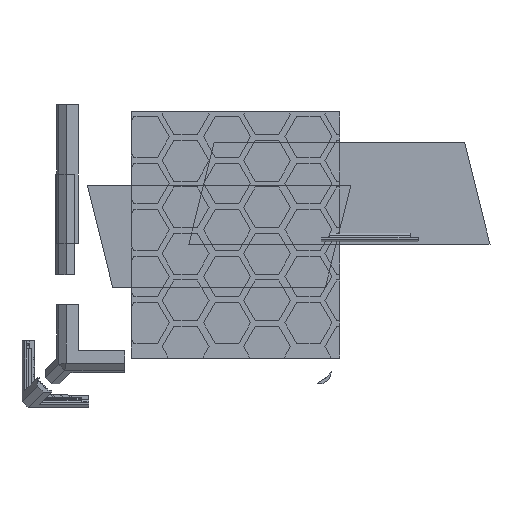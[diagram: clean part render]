
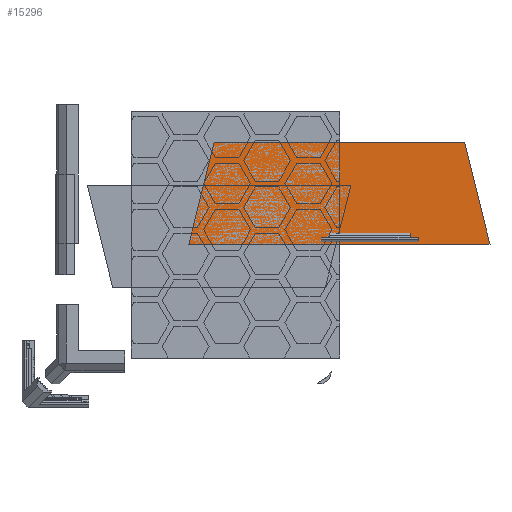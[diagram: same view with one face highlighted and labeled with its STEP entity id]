
A CAD part, top view. The second image highlights one B-rep face of the part: STEP entity #15296.
In plain terms, the highlighted planar face has unit normal (0, 0, 1).
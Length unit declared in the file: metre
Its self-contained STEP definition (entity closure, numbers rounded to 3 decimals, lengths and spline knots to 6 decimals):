
#195=ORIENTED_EDGE('',*,*,#4653,.F.);
#196=ORIENTED_EDGE('',*,*,#4662,.F.);
#197=ORIENTED_EDGE('',*,*,#4664,.F.);
#198=ORIENTED_EDGE('',*,*,#4657,.F.);
#4653=EDGE_CURVE('',#6890,#6891,#8374,.T.);
#4657=EDGE_CURVE('',#6891,#6894,#8378,.T.);
#4662=EDGE_CURVE('',#6897,#6890,#8383,.T.);
#4664=EDGE_CURVE('',#6894,#6897,#8385,.T.);
#6890=VERTEX_POINT('',#21266);
#6891=VERTEX_POINT('',#21267);
#6894=VERTEX_POINT('',#21275);
#6897=VERTEX_POINT('',#21283);
#8374=LINE('',#21265,#10518);
#8378=LINE('',#21274,#10522);
#8383=LINE('',#21284,#10527);
#8385=LINE('',#21288,#10529);
#10518=VECTOR('',#17225,1.);
#10522=VECTOR('',#17231,1.);
#10527=VECTOR('',#17238,1.);
#10529=VECTOR('',#17244,1.);
#12666=EDGE_LOOP('',(#195,#196,#197,#198));
#13581=FACE_BOUND('',#12666,.T.);
#14496=PLANE('',#16277);
#15296=ADVANCED_FACE('',(#13581),#14496,.F.);
#16277=AXIS2_PLACEMENT_3D('',#21287,#17242,#17243);
#17225=DIRECTION('',(0.242,-0.97,0.));
#17231=DIRECTION('',(-1.,0.,0.));
#17238=DIRECTION('',(1.,0.,0.));
#17242=DIRECTION('',(0.,0.,-1.));
#17243=DIRECTION('',(-1.,0.,0.));
#17244=DIRECTION('',(0.242,0.97,0.));
#21265=CARTESIAN_POINT('',(0.462707,0.160989,0.));
#21266=CARTESIAN_POINT('',(0.462707,0.160989,0.));
#21267=CARTESIAN_POINT('',(0.506253,-0.013665,0.));
#21274=CARTESIAN_POINT('',(0.506253,-0.013665,0.));
#21275=CARTESIAN_POINT('',(-0.011839,-0.013665,0.));
#21283=CARTESIAN_POINT('',(0.031707,0.160989,0.));
#21284=CARTESIAN_POINT('',(-0.068293,0.160989,0.));
#21287=CARTESIAN_POINT('',(-0.1,0.,0.));
#21288=CARTESIAN_POINT('',(-0.011839,-0.013665,0.));
